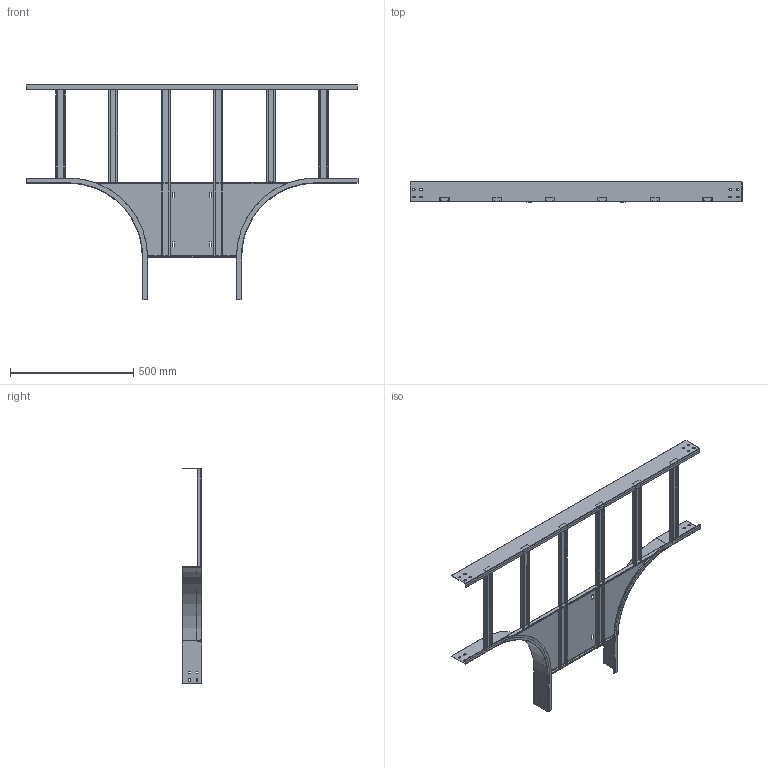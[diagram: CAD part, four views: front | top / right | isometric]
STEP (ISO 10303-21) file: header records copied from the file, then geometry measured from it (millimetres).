
FILE_DESCRIPTION (( 'STEP AP203' ), '1' );
FILE_NAME ('Ò-îòâåòâèòåëü R300_LT8304.step', '2012-12-19T08:52:48', ( 'Àñååâ' ), ( '' ), 'SwSTEP 2.0', 'SolidWorks 2012', '' );
FILE_SCHEMA (( 'CONFIG_CONTROL_DESIGN' ));
Length unit declared in the file: millimetre
Products named in the file (1): Ò-îòâåòâèòåëü R300_LT8304
Bounding box: 1346 x 80 x 872.6 mm (x, y, z)
Volume: 815354.7 mm3; surface area: 1456259.5 mm2
Topology: 1 solids, 1 shells, 451 faces, 1234 edges, 750 vertices
Faces by surface type: plane 321, cylinder 126, torus 4
Entity records: 14337 total; most frequent: CARTESIAN_POINT 2566, ORIENTED_EDGE 2468, DIRECTION 2398, EDGE_CURVE 1234, VECTOR 946, LINE 946, VERTEX_POINT 750, AXIS2_PLACEMENT_3D 726
